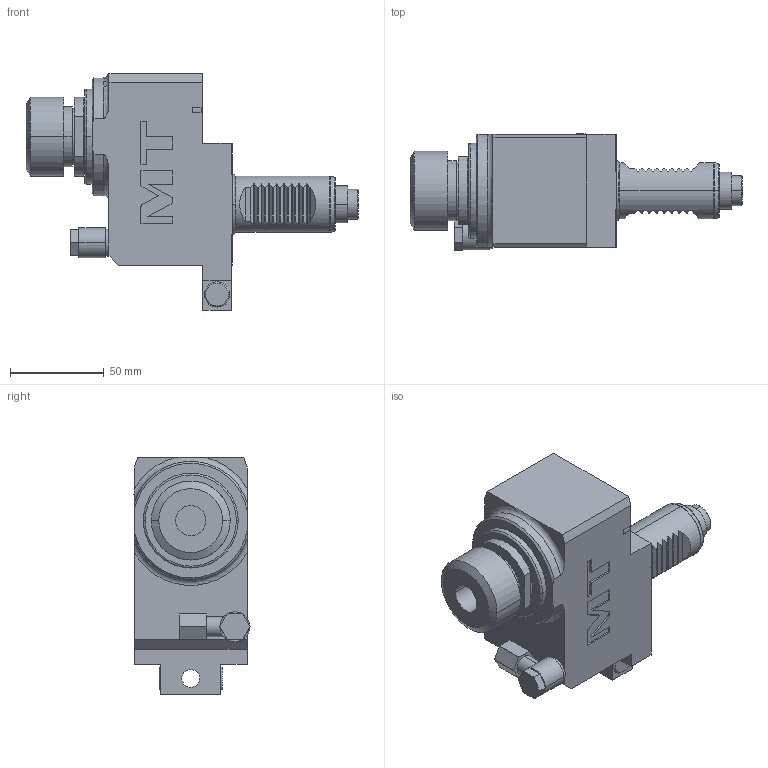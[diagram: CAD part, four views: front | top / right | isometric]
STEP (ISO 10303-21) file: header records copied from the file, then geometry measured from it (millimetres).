
FILE_DESCRIPTION((''),'2;1');
FILE_NAME('SAU0102225_CONF','2025-01-10T14:06:11',('fpalella'),('M.T. srl'),'CREO PARAMETRIC BY PTC INC, 2023352','CREO PARAMETRIC BY PTC INC, 2023352','');
FILE_SCHEMA(('CONFIG_CONTROL_DESIGN'));
Length unit declared in the file: millimetre
Products named in the file (1): SAU0102225_CONF
Bounding box: 176.66 x 61.83 x 126 mm (x, y, z)
Volume: 491077.7 mm3; surface area: 54811.3 mm2
Topology: 1 solids, 1 shells, 302 faces, 768 edges, 496 vertices
Faces by surface type: plane 182, cylinder 74, cone 26, torus 16, extrusion 4
Entity records: 9806 total; most frequent: CARTESIAN_POINT 2543, ORIENTED_EDGE 1536, DIRECTION 1434, EDGE_CURVE 768, VERTEX_POINT 496, AXIS2_PLACEMENT_3D 491, VECTOR 452, LINE 448
